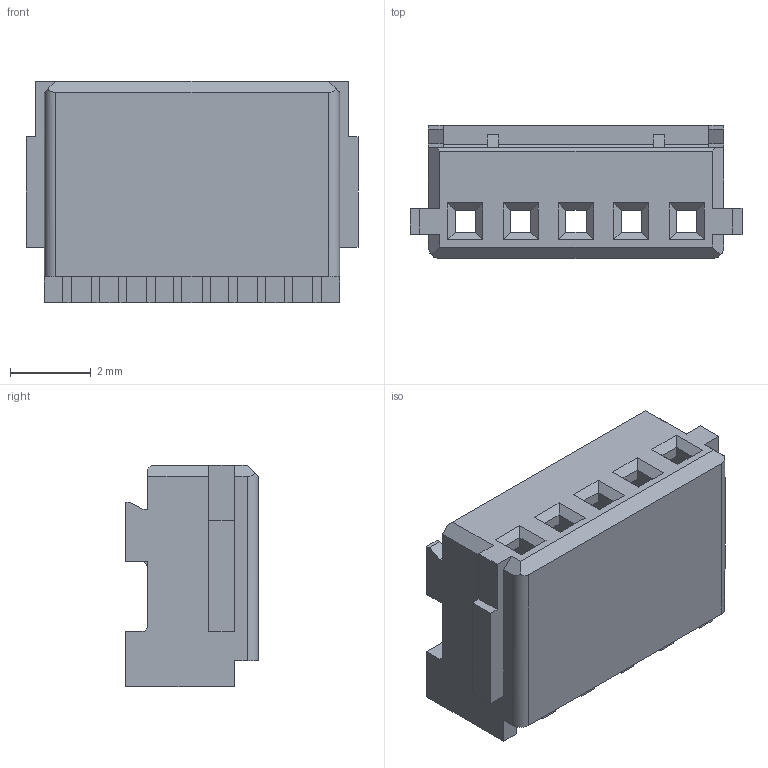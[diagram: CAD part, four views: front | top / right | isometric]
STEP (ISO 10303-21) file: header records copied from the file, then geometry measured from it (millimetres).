
FILE_DESCRIPTION( ('This file contains a STEP AP42 implementation' ,'as created by ZW3D STEP Interface translator.') ,'2;1' );
FILE_NAME( 'WF1503-H05W01.stp' ,'231229.17 425', (''), ('ZWCAD Software Co.'), 'Version 1.0', 'ZW3D to STEP translator', '' );
FILE_SCHEMA(('AUTOMOTIVE_DESIGN { 1 0 10303 214 1 1 1 1 }'));
Length unit declared in the file: millimetre
Products named in the file (2): 0; WF1503-H05W01
Bounding box: 8.24 x 3.3 x 5.49 mm (x, y, z)
Volume: 58 mm3; surface area: 338.7 mm2
Topology: 1 solids, 1 shells, 232 faces, 697 edges, 458 vertices
Faces by surface type: plane 230, cylinder 2
Entity records: 7962 total; most frequent: CARTESIAN_POINT 1413, ORIENTED_EDGE 1394, DIRECTION 1161, EDGE_CURVE 697, VECTOR 691, LINE 691, VERTEX_POINT 458, EDGE_LOOP 243
